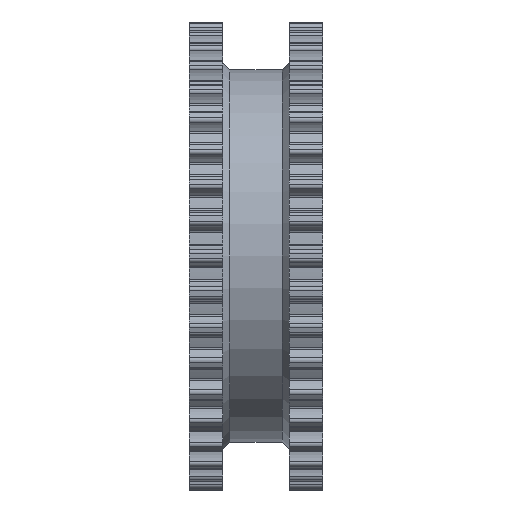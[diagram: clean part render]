
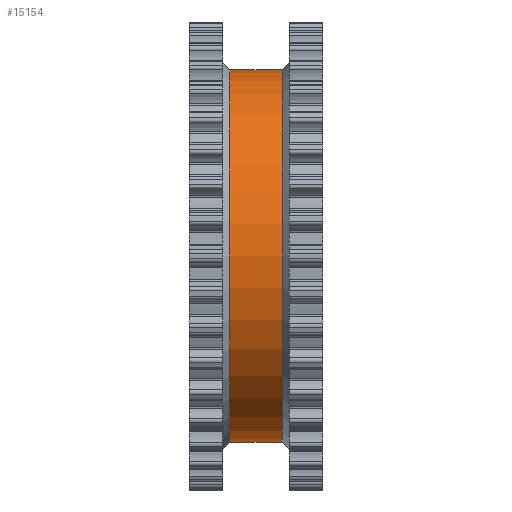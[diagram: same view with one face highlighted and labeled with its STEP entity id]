
A CAD part, front view. The second image highlights one B-rep face of the part: STEP entity #15154.
In plain terms, the highlighted cylindrical face has radius 38.952 mm (diameter 77.903 mm), a partial arc.
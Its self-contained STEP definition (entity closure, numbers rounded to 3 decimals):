
#661 = CARTESIAN_POINT ( 'NONE',  ( 0., 0., 0. ) ) ;
#1637 = AXIS2_PLACEMENT_3D ( 'NONE', #21336, #12005, #15551 ) ;
#2608 = FACE_OUTER_BOUND ( 'NONE', #8477, .T. ) ;
#3023 = VERTEX_POINT ( 'NONE', #8105 ) ;
#3875 = ORIENTED_EDGE ( 'NONE', *, *, #12040, .T. ) ;
#4415 = VECTOR ( 'NONE', #7913, 1000. ) ;
#5431 = CARTESIAN_POINT ( 'NONE',  ( 0., 0., -38.952 ) ) ;
#5946 = LINE ( 'NONE', #13430, #4415 ) ;
#6631 = CIRCLE ( 'NONE', #22290, 38.952 ) ;
#7100 = VERTEX_POINT ( 'NONE', #11237 ) ;
#7913 = DIRECTION ( 'NONE',  ( -1., 0., 0. ) ) ;
#8105 = CARTESIAN_POINT ( 'NONE',  ( 11., 0., -38.952 ) ) ;
#8298 = CIRCLE ( 'NONE', #1637, 38.952 ) ;
#8477 = EDGE_LOOP ( 'NONE', ( #17681, #13050, #14225, #3875 ) ) ;
#10318 = DIRECTION ( 'NONE',  ( -1., 0., 0. ) ) ;
#11237 = CARTESIAN_POINT ( 'NONE',  ( 11., 0., 38.952 ) ) ;
#12005 = DIRECTION ( 'NONE',  ( -1., 0., 0. ) ) ;
#12040 = EDGE_CURVE ( 'NONE', #7100, #3023, #6631, .T. ) ;
#12570 = AXIS2_PLACEMENT_3D ( 'NONE', #661, #10318, #13749 ) ;
#13050 = ORIENTED_EDGE ( 'NONE', *, *, #15834, .T. ) ;
#13430 = CARTESIAN_POINT ( 'NONE',  ( 0., 0., 38.952 ) ) ;
#13749 = DIRECTION ( 'NONE',  ( 0., 0., 1. ) ) ;
#14225 = ORIENTED_EDGE ( 'NONE', *, *, #16709, .T. ) ;
#14625 = LINE ( 'NONE', #5431, #15601 ) ;
#14822 = EDGE_CURVE ( 'NONE', #23094, #3023, #14625, .T. ) ;
#15154 = ADVANCED_FACE ( 'NONE', ( #2608 ), #17420, .T. ) ;
#15551 = DIRECTION ( 'NONE',  ( 0., 0., 1. ) ) ;
#15601 = VECTOR ( 'NONE', #23823, 1000. ) ;
#15834 = EDGE_CURVE ( 'NONE', #23094, #19977, #8298, .T. ) ;
#16709 = EDGE_CURVE ( 'NONE', #19977, #7100, #5946, .T. ) ;
#17420 = CYLINDRICAL_SURFACE ( 'NONE', #12570, 38.952 ) ;
#17442 = CARTESIAN_POINT ( 'NONE',  ( 11., 0., 0. ) ) ;
#17681 = ORIENTED_EDGE ( 'NONE', *, *, #14822, .F. ) ;
#19523 = DIRECTION ( 'NONE',  ( 1., 0., 0. ) ) ;
#19977 = VERTEX_POINT ( 'NONE', #21432 ) ;
#21336 = CARTESIAN_POINT ( 'NONE',  ( 22., 0., 0. ) ) ;
#21432 = CARTESIAN_POINT ( 'NONE',  ( 22., 0., 38.952 ) ) ;
#21499 = DIRECTION ( 'NONE',  ( 0., 0., -1. ) ) ;
#22290 = AXIS2_PLACEMENT_3D ( 'NONE', #17442, #19523, #21499 ) ;
#23094 = VERTEX_POINT ( 'NONE', #24003 ) ;
#23823 = DIRECTION ( 'NONE',  ( -1., 0., 0. ) ) ;
#24003 = CARTESIAN_POINT ( 'NONE',  ( 22., 0., -38.952 ) ) ;
